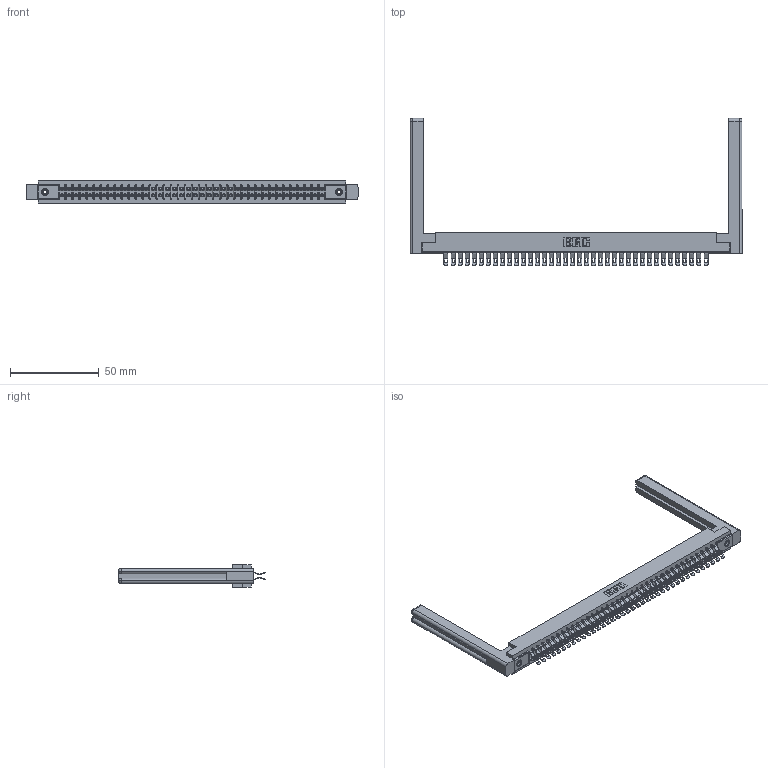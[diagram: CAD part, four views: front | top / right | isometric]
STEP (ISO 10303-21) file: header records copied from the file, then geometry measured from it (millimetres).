
FILE_DESCRIPTION (( 'STEP AP203' ), '1' );
FILE_NAME ('357-076-555-258.STEP', '2019-09-19T13:41:42', ( '' ), ( '' ), 'SwSTEP 2.0', 'SolidWorks 2016', '' );
FILE_SCHEMA (( 'CONFIG_CONTROL_DESIGN' ));
Length unit declared in the file: inch
Products named in the file (5): 357-076-555-258; 345-250-001_345-250-001-102; 307 Part_.156 Dia Mounting Holes; 307-220-058; 307-290-001_555
Assembly tree (81 placements, depth 2):
  357-076-555-258
    307 Part_.156 Dia Mounting Holes
    307-290-001_555  x76
    307-220-058  x2
    345-250-001_345-250-001-102  x2
Bounding box: 187.2 x 83.06 x 12.7 mm (x, y, z)
Volume: 27233.8 mm3; surface area: 30668.4 mm2
Topology: 81 solids, 81 shells, 4935 faces, 14433 edges, 9402 vertices
Faces by surface type: plane 2738, cylinder 2095, sphere 78, torus 12, cone 12
Entity records: 37456 total; most frequent: CARTESIAN_POINT 6153, ORIENTED_EDGE 6042, DIRECTION 5993, EDGE_CURVE 3021, VECTOR 2301, LINE 2301, VERTEX_POINT 1952, AXIS2_PLACEMENT_3D 1846
